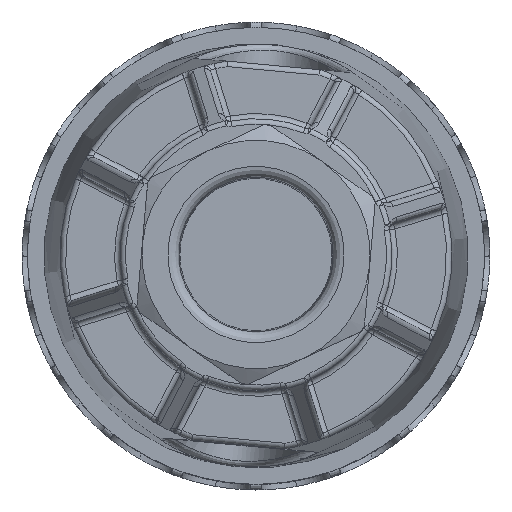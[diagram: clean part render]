
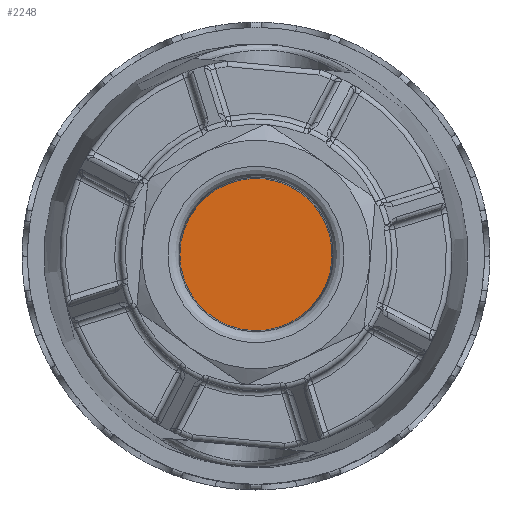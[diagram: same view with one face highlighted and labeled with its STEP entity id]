
A CAD part, top view. The second image highlights one B-rep face of the part: STEP entity #2248.
In plain terms, the highlighted planar face has unit normal (0, 0, 1).
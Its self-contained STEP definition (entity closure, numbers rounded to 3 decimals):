
#836=CIRCLE('',#20529,6.998);
#1539=PLANE('',#20560);
#2248=ADVANCED_FACE('',(#3651),#1539,.F.);
#3651=FACE_OUTER_BOUND('',#4744,.T.);
#4744=EDGE_LOOP('',(#7475));
#7475=ORIENTED_EDGE('',*,*,#14565,.T.);
#12441=VERTEX_POINT('',#29602);
#14565=EDGE_CURVE('',#12441,#12441,#836,.T.);
#20529=AXIS2_PLACEMENT_3D('',#29601,#22900,#22901);
#20560=AXIS2_PLACEMENT_3D('',#30063,#22974,#22975);
#22900=DIRECTION('',(0.,0.,1.));
#22901=DIRECTION('',(-1.,0.,0.));
#22974=DIRECTION('',(0.,0.,-1.));
#22975=DIRECTION('',(-1.,0.,0.));
#29601=CARTESIAN_POINT('',(0.,0.,
102.5));
#29602=CARTESIAN_POINT('',(-6.998,0.,102.5));
#30063=CARTESIAN_POINT('',(0.,0.,102.5));
